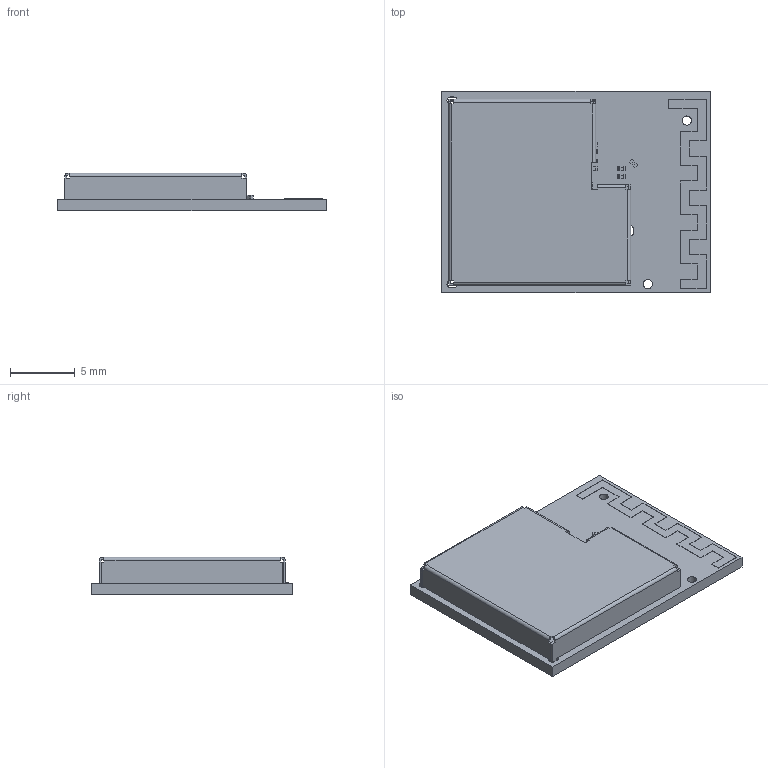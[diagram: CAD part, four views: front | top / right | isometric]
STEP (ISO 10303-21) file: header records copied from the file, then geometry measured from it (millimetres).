
FILE_DESCRIPTION(('Open CASCADE Model'),'2;1');
FILE_NAME('Open CASCADE Shape Model','2021-08-12T20:16:04',('Author'),( 'Open CASCADE'),'Open CASCADE STEP processor 6.8','Open CASCADE 6.8' ,'Unknown');
FILE_SCHEMA(('AUTOMOTIVE_DESIGN { 1 0 10303 214 1 1 1 1 }'));
Length unit declared in the file: millimetre
Products named in the file (63): PCB; Board; Open CASCADE STEP translator 6.8 7.1.1; C20; CAP_C_0402; C3; R1; User_Library-SMD_RESISTOR-10201; FB3; User_Library-Chip_Resistor2; L3; IND_C_0402; J2; microchip_shield_blsh_Rev04_RGB6710886; L2; C13; User_Library-SMD_CAPACITOR; C33; C32; U2; 6149027888; Cylinder; 6149029328; Extruded; C31; C9; C30; C29; C14; C15; C11; L1; IND_C_0805; R4; XC1; ABM11; FB1; C21; C1; C5 ...
Assembly tree (96 placements, depth 4):
  PCB
    Board
      Open CASCADE STEP translator 6.8 7.1.1
    C20
      CAP_C_0402
    C3
      CAP_C_0402
    R1
      User_Library-SMD_RESISTOR-10201
    FB3
      User_Library-Chip_Resistor2
    L3
      IND_C_0402
    J2
      microchip_shield_blsh_Rev04_RGB6710886
    L2
      User_Library-Chip_Resistor2
    C13
      User_Library-SMD_CAPACITOR
    C33
      User_Library-SMD_CAPACITOR
    C32
      User_Library-SMD_CAPACITOR
    U2
      6149027888
        Cylinder
      6149029328
        Extruded
    C31
      User_Library-SMD_CAPACITOR
    C9
      User_Library-SMD_CAPACITOR
    C30
      User_Library-SMD_CAPACITOR
    C29
      User_Library-SMD_CAPACITOR
    C14
      User_Library-SMD_CAPACITOR
    C15
      User_Library-SMD_CAPACITOR
    C11
      User_Library-SMD_CAPACITOR
    L1
      IND_C_0805
    R4
      User_Library-SMD_RESISTOR-10201
    XC1
      ABM11
    FB1
      IND_C_0402
    C21
      User_Library-SMD_CAPACITOR
    C1
      User_Library-SMD_CAPACITOR
    C5
      CAP_C_0402
    C16
      User_Library-SMD_CAPACITOR
    C17
      User_Library-SMD_CAPACITOR
Bounding box: 20.7 x 15.5 x 2.9 mm (x, y, z)
Volume: 378.7 mm3; surface area: 1530.2 mm2
Topology: 66 solids, 66 shells, 2622 faces, 6402 edges, 3761 vertices
Faces by surface type: plane 1439, cylinder 626, bspline 285, sphere 272
Full cylindrical faces by diameter (mm): 0.305 x1, 0.7 x2
Entity records: 34557 total; most frequent: CARTESIAN_POINT 8045, ORIENTED_EDGE 4396, DIRECTION 4045, EDGE_CURVE 2198, LINE 1787, VECTOR 1787, VERTEX_POINT 1409, AXIS2_PLACEMENT_3D 1129
